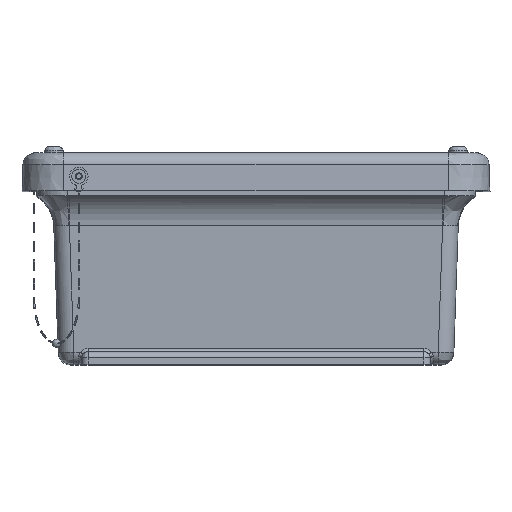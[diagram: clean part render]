
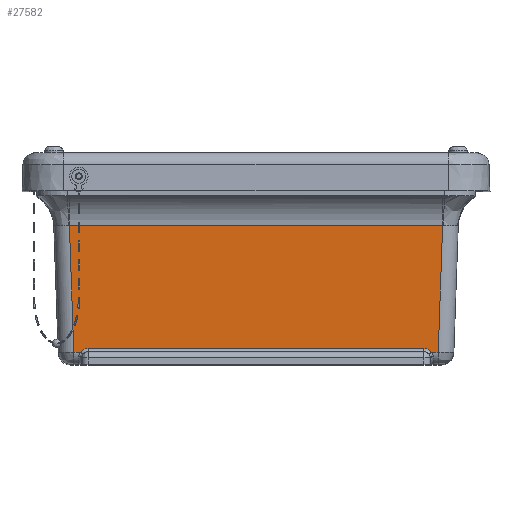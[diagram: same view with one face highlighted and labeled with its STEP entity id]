
A CAD part, top view. The second image highlights one B-rep face of the part: STEP entity #27582.
In plain terms, the highlighted planar face has unit normal (0, -0.035, 0.999).
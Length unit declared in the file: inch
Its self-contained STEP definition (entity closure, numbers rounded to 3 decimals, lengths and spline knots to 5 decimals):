
#142 = CARTESIAN_POINT ( 'NONE',  ( 3.75024, 2.78196, 5.07105 ) ) ;
#273 = VERTEX_POINT ( 'NONE', #9400 ) ;
#280 = CARTESIAN_POINT ( 'NONE',  ( 3.41376, 0.31117, 4.98477 ) ) ;
#395 = CARTESIAN_POINT ( 'NONE',  ( 3.41028, 0.31187, 4.98479 ) ) ;
#525 = CARTESIAN_POINT ( 'NONE',  ( 3.47442, 0.28706, 4.98392 ) ) ;
#1486 = CARTESIAN_POINT ( 'NONE',  ( 1.98345, 0.24128, 4.98233 ) ) ;
#1519 = CARTESIAN_POINT ( 'NONE',  ( -3.42081, 0.30954, 4.98471 ) ) ;
#1765 = CARTESIAN_POINT ( 'NONE',  ( -3.49771, 0.26964, 4.98332 ) ) ;
#1895 = CARTESIAN_POINT ( 'NONE',  ( -3.42434, 0.30862, 4.98468 ) ) ;
#3223 = CARTESIAN_POINT ( 'NONE',  ( 3.51578, 0.25262, 4.98272 ) ) ;
#3360 = CARTESIAN_POINT ( 'NONE',  ( 3.41546, 0.3108, 4.98475 ) ) ;
#3487 = CARTESIAN_POINT ( 'NONE',  ( 3.49214, 0.27425, 4.98348 ) ) ;
#4467 = CARTESIAN_POINT ( 'NONE',  ( -3.4518, 0.29895, 4.98434 ) ) ;
#4913 = VECTOR ( 'NONE', #13279, 39.37008 ) ;
#5040 = VECTOR ( 'NONE', #28292, 39.37008 ) ;
#5175 = FACE_OUTER_BOUND ( 'NONE', #22406, .T. ) ;
#5205 = VECTOR ( 'NONE', #34011, 39.37008 ) ;
#5699 = EDGE_CURVE ( 'NONE', #6250, #33006, #19930, .T. ) ;
#5880 = CARTESIAN_POINT ( 'NONE',  ( 3.9669, 0., 4.9739 ) ) ;
#6250 = VERTEX_POINT ( 'NONE', #24111 ) ;
#6257 = VERTEX_POINT ( 'NONE', #33118 ) ;
#6316 = CARTESIAN_POINT ( 'NONE',  ( 3.75024, 2.78196, 5.07105 ) ) ;
#7401 = EDGE_CURVE ( 'NONE', #29467, #10896, #8896, .T. ) ;
#7654 = CARTESIAN_POINT ( 'NONE',  ( -3.42962, 0.30716, 4.98463 ) ) ;
#8816 = DIRECTION ( 'NONE',  ( 0., -0.999, -0.035 ) ) ;
#8896 = LINE ( 'NONE', #1486, #11161 ) ;
#8957 = CARTESIAN_POINT ( 'NONE',  ( 3.4849, 0.27981, 4.98367 ) ) ;
#9400 = CARTESIAN_POINT ( 'NONE',  ( 3.375, 0.3152, 4.98491 ) ) ;
#9463 = CARTESIAN_POINT ( 'NONE',  ( 3.52443, 0.24128, 4.98233 ) ) ;
#9739 = EDGE_CURVE ( 'NONE', #24525, #6250, #13577, .T. ) ;
#10076 = CARTESIAN_POINT ( 'NONE',  ( -3.375, 0.3152, 4.98491 ) ) ;
#10578 = CARTESIAN_POINT ( 'NONE',  ( -3.50434, 0.26372, 4.98311 ) ) ;
#10896 = VERTEX_POINT ( 'NONE', #31362 ) ;
#11161 = VECTOR ( 'NONE', #28043, 39.37008 ) ;
#11421 = LINE ( 'NONE', #19676, #5040 ) ;
#11632 = CARTESIAN_POINT ( 'NONE',  ( 3.38213, 0.3152, 4.98491 ) ) ;
#12687 = LINE ( 'NONE', #21587, #4913 ) ;
#13273 = VERTEX_POINT ( 'NONE', #18654 ) ;
#13279 = DIRECTION ( 'NONE',  ( 0.035, -0.999, -0.035 ) ) ;
#13507 = CARTESIAN_POINT ( 'NONE',  ( -3.48371, 0.28128, 4.98372 ) ) ;
#13577 = LINE ( 'NONE', #6316, #25024 ) ;
#13632 = EDGE_CURVE ( 'NONE', #6257, #273, #11421, .T. ) ;
#14119 = ORIENTED_EDGE ( 'NONE', *, *, #9739, .F. ) ;
#14563 = CARTESIAN_POINT ( 'NONE',  ( 3.49361, 0.27307, 4.98344 ) ) ;
#16397 = CARTESIAN_POINT ( 'NONE',  ( -3.52443, 0.24128, 4.98233 ) ) ;
#17071 = CARTESIAN_POINT ( 'NONE',  ( 1.98345, 0.24128, 4.98233 ) ) ;
#17620 = B_SPLINE_CURVE_WITH_KNOTS ( 'NONE', 3,
 ( #16397, #19337, #22070, #10578, #36907, #1765, #33741, #13507, #18971, #4467, #24894, #7654, #1895, #1519, #30816, #19212, #27952, #10076 ),
 .UNSPECIFIED., .F., .F.,
 ( 4, 1, 1, 2, 2, 2, 1, 1, 2, 2, 4 ),
 ( 0., 0.125, 0.1875, 0.21875, 0.25, 0.5, 0.625, 0.6875, 0.71875, 0.75, 1. ),
 .UNSPECIFIED. ) ;
#17989 = CARTESIAN_POINT ( 'NONE',  ( 3.46492, 0.29246, 4.98411 ) ) ;
#18654 = CARTESIAN_POINT ( 'NONE',  ( -3.75024, 2.78196, 5.07105 ) ) ;
#18971 = CARTESIAN_POINT ( 'NONE',  ( -3.47148, 0.28921, 4.984 ) ) ;
#19212 = CARTESIAN_POINT ( 'NONE',  ( -3.40335, 0.3136, 4.98485 ) ) ;
#19337 = CARTESIAN_POINT ( 'NONE',  ( -3.52011, 0.24694, 4.98252 ) ) ;
#19676 = CARTESIAN_POINT ( 'NONE',  ( 3.9669, 0.3152, 4.98491 ) ) ;
#19930 = LINE ( 'NONE', #17071, #28215 ) ;
#21301 = ORIENTED_EDGE ( 'NONE', *, *, #30854, .T. ) ;
#21570 = ORIENTED_EDGE ( 'NONE', *, *, #27107, .T. ) ;
#21587 = CARTESIAN_POINT ( 'NONE',  ( -3.75024, 2.78196, 5.07105 ) ) ;
#21849 = B_SPLINE_CURVE_WITH_KNOTS ( 'NONE', 3,
 ( #29182, #11632, #35308, #35437, #395, #280, #3360, #26593, #32135, #17989, #525, #8957, #35179, #3487, #14563, #29451, #3223, #35045 ),
 .UNSPECIFIED., .F., .F.,
 ( 4, 1, 1, 2, 2, 2, 1, 1, 2, 2, 4 ),
 ( 0., 0.125, 0.1875, 0.21875, 0.25, 0.5, 0.625, 0.6875, 0.71875, 0.75, 1. ),
 .UNSPECIFIED. ) ;
#22070 = CARTESIAN_POINT ( 'NONE',  ( -3.51318, 0.25502, 4.98281 ) ) ;
#22216 = CARTESIAN_POINT ( 'NONE',  ( 3.9669, 2.78196, 5.07105 ) ) ;
#22406 = EDGE_LOOP ( 'NONE', ( #37847, #32635, #24877, #36772, #21301, #34287, #14119, #21570 ) ) ;
#24111 = CARTESIAN_POINT ( 'NONE',  ( 3.66152, 0.24128, 4.98233 ) ) ;
#24525 = VERTEX_POINT ( 'NONE', #142 ) ;
#24877 = ORIENTED_EDGE ( 'NONE', *, *, #27900, .T. ) ;
#24894 = CARTESIAN_POINT ( 'NONE',  ( -3.44174, 0.30322, 4.98449 ) ) ;
#25024 = VECTOR ( 'NONE', #35850, 39.37008 ) ;
#26323 = DIRECTION ( 'NONE',  ( 0., -0.035, 0.999 ) ) ;
#26593 = CARTESIAN_POINT ( 'NONE',  ( 3.43151, 0.3071, 4.98462 ) ) ;
#27107 = EDGE_CURVE ( 'NONE', #24525, #13273, #30412, .T. ) ;
#27582 = ADVANCED_FACE ( 'NONE', ( #5175 ), #29170, .T. ) ;
#27597 = CARTESIAN_POINT ( 'NONE',  ( -3.52443, 0.24128, 4.98233 ) ) ;
#27900 = EDGE_CURVE ( 'NONE', #29467, #6257, #17620, .T. ) ;
#27952 = CARTESIAN_POINT ( 'NONE',  ( -3.38927, 0.3152, 4.98491 ) ) ;
#28043 = DIRECTION ( 'NONE',  ( -1., 0., 0. ) ) ;
#28215 = VECTOR ( 'NONE', #37578, 39.37008 ) ;
#28292 = DIRECTION ( 'NONE',  ( 1., 0., 0. ) ) ;
#29170 = PLANE ( 'NONE',  #34936 ) ;
#29182 = CARTESIAN_POINT ( 'NONE',  ( 3.375, 0.3152, 4.98491 ) ) ;
#29451 = CARTESIAN_POINT ( 'NONE',  ( 3.50596, 0.26284, 4.98308 ) ) ;
#29467 = VERTEX_POINT ( 'NONE', #27597 ) ;
#30412 = LINE ( 'NONE', #22216, #5205 ) ;
#30816 = CARTESIAN_POINT ( 'NONE',  ( -3.41898, 0.30999, 4.98473 ) ) ;
#30854 = EDGE_CURVE ( 'NONE', #273, #33006, #21849, .T. ) ;
#31362 = CARTESIAN_POINT ( 'NONE',  ( -3.66152, 0.24128, 4.98233 ) ) ;
#32135 = CARTESIAN_POINT ( 'NONE',  ( 3.44524, 0.3022, 4.98445 ) ) ;
#32635 = ORIENTED_EDGE ( 'NONE', *, *, #7401, .F. ) ;
#33006 = VERTEX_POINT ( 'NONE', #9463 ) ;
#33118 = CARTESIAN_POINT ( 'NONE',  ( -3.375, 0.3152, 4.98491 ) ) ;
#33741 = CARTESIAN_POINT ( 'NONE',  ( -3.49639, 0.27077, 4.98336 ) ) ;
#34011 = DIRECTION ( 'NONE',  ( -1., 0., 0. ) ) ;
#34287 = ORIENTED_EDGE ( 'NONE', *, *, #5699, .F. ) ;
#34936 = AXIS2_PLACEMENT_3D ( 'NONE', #5880, #26323, #8816 ) ;
#35045 = CARTESIAN_POINT ( 'NONE',  ( 3.52443, 0.24128, 4.98233 ) ) ;
#35179 = CARTESIAN_POINT ( 'NONE',  ( 3.48926, 0.2765, 4.98356 ) ) ;
#35308 = CARTESIAN_POINT ( 'NONE',  ( 3.39275, 0.3146, 4.98489 ) ) ;
#35437 = CARTESIAN_POINT ( 'NONE',  ( 3.40504, 0.31285, 4.98482 ) ) ;
#35450 = EDGE_CURVE ( 'NONE', #13273, #10896, #12687, .T. ) ;
#35850 = DIRECTION ( 'NONE',  ( -0.035, -0.999, -0.035 ) ) ;
#36772 = ORIENTED_EDGE ( 'NONE', *, *, #13632, .T. ) ;
#36907 = CARTESIAN_POINT ( 'NONE',  ( -3.50038, 0.26729, 4.98323 ) ) ;
#37578 = DIRECTION ( 'NONE',  ( -1., 0., 0. ) ) ;
#37847 = ORIENTED_EDGE ( 'NONE', *, *, #35450, .T. ) ;
